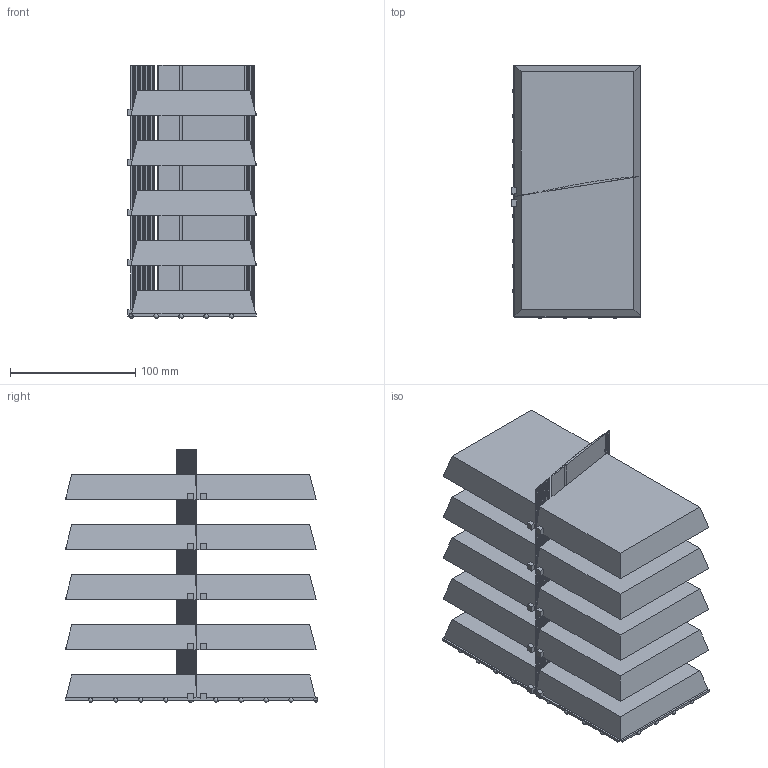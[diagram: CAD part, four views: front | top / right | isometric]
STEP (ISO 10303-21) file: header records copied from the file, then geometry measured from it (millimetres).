
FILE_DESCRIPTION(('Open CASCADE Model'),'2;1');
FILE_NAME('Open CASCADE Shape Model','2024-05-29T17:59:49',('Author'),( 'Open CASCADE'),'Open CASCADE STEP processor 7.7','Open CASCADE 7.7' ,'Unknown');
FILE_SCHEMA(('AUTOMOTIVE_DESIGN { 1 0 10303 214 1 1 1 1 }'));
Length unit declared in the file: millimetre
Products named in the file (1): Open CASCADE STEP translator 7.7 61
Bounding box: 102.5 x 201.99 x 202 mm (x, y, z)
Volume: 1866917.8 mm3; surface area: 267068.8 mm2
Topology: 1 solids, 1 shells, 707 faces, 2106 edges, 1384 vertices
Faces by surface type: plane 617, sphere 50, bspline 25, cylinder 15
Entity records: 51089 total; most frequent: CARTESIAN_POINT 10584, DIRECTION 7203, LINE 5413, VECTOR 5413, ORIENTED_EDGE 4114, PCURVE 4114, DEFINITIONAL_REPRESENTATION 4114, EDGE_CURVE 2057
